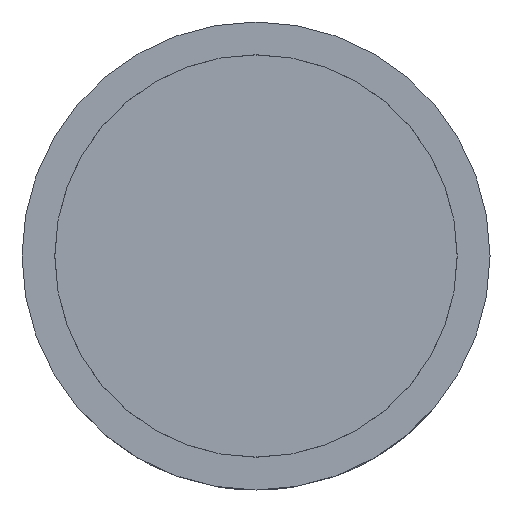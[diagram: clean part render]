
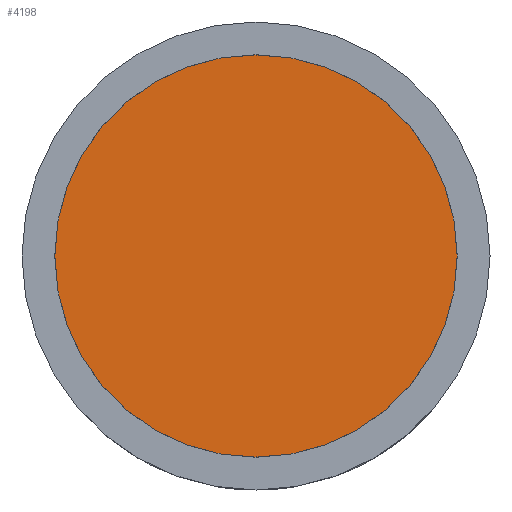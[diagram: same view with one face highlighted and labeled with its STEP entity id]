
A CAD part, front view. The second image highlights one B-rep face of the part: STEP entity #4198.
In plain terms, the highlighted face is planar.
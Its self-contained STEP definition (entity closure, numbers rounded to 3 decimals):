
#182 = CIRCLE ( 'NONE', #1605, 1.289 ) ;
#345 = DIRECTION ( 'NONE',  ( 1., 0., 0. ) ) ;
#361 = EDGE_CURVE ( 'NONE', #2780, #1295, #2232, .T. ) ;
#421 = DIRECTION ( 'NONE',  ( 0., 1., 0. ) ) ;
#941 = CARTESIAN_POINT ( 'NONE',  ( 0., 9.6, 0. ) ) ;
#1136 = EDGE_CURVE ( 'NONE', #1295, #2780, #182, .T. ) ;
#1295 = VERTEX_POINT ( 'NONE', #5314 ) ;
#1427 = DIRECTION ( 'NONE',  ( 0., 1., 0. ) ) ;
#1605 = AXIS2_PLACEMENT_3D ( 'NONE', #2908, #2556, #2024 ) ;
#1704 = AXIS2_PLACEMENT_3D ( 'NONE', #941, #1427, #3969 ) ;
#1921 = CARTESIAN_POINT ( 'NONE',  ( 0., 9.6, -1.289 ) ) ;
#2024 = DIRECTION ( 'NONE',  ( 0., 0., 1. ) ) ;
#2232 = CIRCLE ( 'NONE', #1704, 1.289 ) ;
#2556 = DIRECTION ( 'NONE',  ( 0., 1., 0. ) ) ;
#2780 = VERTEX_POINT ( 'NONE', #1921 ) ;
#2908 = CARTESIAN_POINT ( 'NONE',  ( 0., 9.6, 0. ) ) ;
#3095 = EDGE_LOOP ( 'NONE', ( #4431, #4634 ) ) ;
#3777 = PLANE ( 'NONE',  #4803 ) ;
#3969 = DIRECTION ( 'NONE',  ( 0., 0., 1. ) ) ;
#4198 = ADVANCED_FACE ( 'NONE', ( #4502 ), #3777, .T. ) ;
#4254 = CARTESIAN_POINT ( 'NONE',  ( 0., 9.6, 0. ) ) ;
#4431 = ORIENTED_EDGE ( 'NONE', *, *, #1136, .T. ) ;
#4502 = FACE_OUTER_BOUND ( 'NONE', #3095, .T. ) ;
#4634 = ORIENTED_EDGE ( 'NONE', *, *, #361, .T. ) ;
#4803 = AXIS2_PLACEMENT_3D ( 'NONE', #4254, #421, #345 ) ;
#5314 = CARTESIAN_POINT ( 'NONE',  ( 0., 9.6, 1.289 ) ) ;
